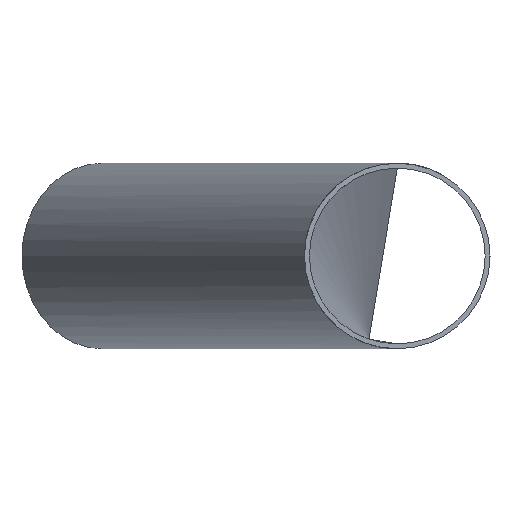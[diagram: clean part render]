
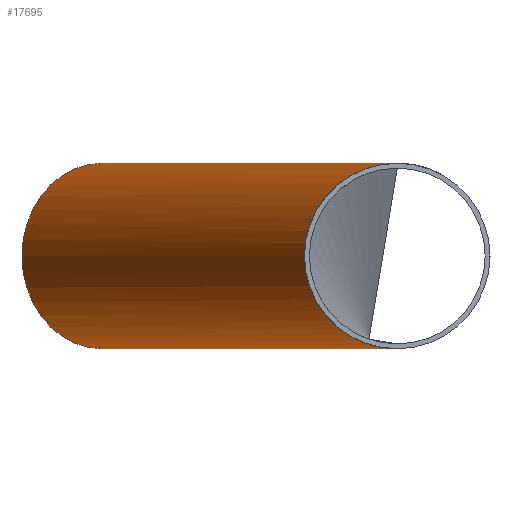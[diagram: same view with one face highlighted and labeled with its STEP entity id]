
A CAD part, left-side view. The second image highlights one B-rep face of the part: STEP entity #17695.
In plain terms, the highlighted cylindrical face has radius 38.05 mm (diameter 76.1 mm), a full revolution.
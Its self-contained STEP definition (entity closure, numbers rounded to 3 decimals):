
#532 = CARTESIAN_POINT ( 'NONE',  ( -86.395, 76.1, -38.05 ) ) ;
#668 = DIRECTION ( 'NONE',  ( 0.866, 0.5, 0. ) ) ;
#1072 = CARTESIAN_POINT ( 'NONE',  ( -66.005, 0., 38.05 ) ) ;
#1339 = DIRECTION ( 'NONE',  ( 0.866, 0.5, 0. ) ) ;
#3088 = CARTESIAN_POINT ( 'NONE',  ( 143.578, 121.002, 0. ) ) ;
#3681 = FACE_OUTER_BOUND ( 'NONE', #12983, .T. ) ;
#3722 = CARTESIAN_POINT ( 'NONE',  ( 124.553, 153.955, 0. ) ) ;
#4326 = CARTESIAN_POINT ( 'NONE',  ( -66.005, 0., -38.05 ) ) ;
#4390 = VERTEX_POINT ( 'NONE', #3722 ) ;
#5287 = AXIS2_PLACEMENT_3D ( 'NONE', #3088, #1339, #16829 ) ;
#5862 =( BOUNDED_CURVE ( )  B_SPLINE_CURVE ( 3, ( #15134, #10775, #532, #21200 ),
 .UNSPECIFIED., .F., .T. ) 
 B_SPLINE_CURVE_WITH_KNOTS ( ( 4, 4 ),
 ( 4.712, 7.854 ),
 .UNSPECIFIED. ) 
 CURVE ( )  GEOMETRIC_REPRESENTATION_ITEM ( )  RATIONAL_B_SPLINE_CURVE ( ( 1., 0.333, 0.333, 1. ) ) 
 REPRESENTATION_ITEM ( '' )  );
#6875 = AXIS2_PLACEMENT_3D ( 'NONE', #9250, #668, #14430 ) ;
#7182 = CYLINDRICAL_SURFACE ( 'NONE', #6875, 38.05 ) ;
#7680 = ORIENTED_EDGE ( 'NONE', *, *, #11724, .F. ) ;
#9250 = CARTESIAN_POINT ( 'NONE',  ( 143.578, 121.002, 0. ) ) ;
#9344 = ORIENTED_EDGE ( 'NONE', *, *, #18960, .F. ) ;
#9557 = CARTESIAN_POINT ( 'NONE',  ( -66.005, 0., 38.05 ) ) ;
#9961 = ORIENTED_EDGE ( 'NONE', *, *, #15623, .F. ) ;
#10092 = CARTESIAN_POINT ( 'NONE',  ( -66.005, 0., -38.05 ) ) ;
#10775 = CARTESIAN_POINT ( 'NONE',  ( -86.395, 76.1, 38.05 ) ) ;
#11214 = CARTESIAN_POINT ( 'NONE',  ( 218.005, 76.1, -38.05 ) ) ;
#11330 =( BOUNDED_CURVE ( )  B_SPLINE_CURVE ( 3, ( #4326, #11214, #18176, #9557 ),
 .UNSPECIFIED., .F., .T. ) 
 B_SPLINE_CURVE_WITH_KNOTS ( ( 4, 4 ),
 ( 1.571, 4.712 ),
 .UNSPECIFIED. ) 
 CURVE ( )  GEOMETRIC_REPRESENTATION_ITEM ( )  RATIONAL_B_SPLINE_CURVE ( ( 1., 0.333, 0.333, 1. ) ) 
 REPRESENTATION_ITEM ( '' )  );
#11548 = VERTEX_POINT ( 'NONE', #1072 ) ;
#11724 = EDGE_CURVE ( 'NONE', #11548, #12086, #5862, .T. ) ;
#11987 = FACE_OUTER_BOUND ( 'NONE', #21236, .T. ) ;
#12086 = VERTEX_POINT ( 'NONE', #10092 ) ;
#12983 = EDGE_LOOP ( 'NONE', ( #9344 ) ) ;
#14430 = DIRECTION ( 'NONE',  ( -0.5, 0.866, 0. ) ) ;
#15134 = CARTESIAN_POINT ( 'NONE',  ( -66.005, 0., 38.05 ) ) ;
#15623 = EDGE_CURVE ( 'NONE', #12086, #11548, #11330, .T. ) ;
#16829 = DIRECTION ( 'NONE',  ( -0.5, 0.866, 0. ) ) ;
#17695 = ADVANCED_FACE ( 'NONE', ( #11987, #3681 ), #7182, .T. ) ;
#18176 = CARTESIAN_POINT ( 'NONE',  ( 218.005, 76.1, 38.05 ) ) ;
#18960 = EDGE_CURVE ( 'NONE', #4390, #4390, #21367, .T. ) ;
#21200 = CARTESIAN_POINT ( 'NONE',  ( -66.005, 0., -38.05 ) ) ;
#21236 = EDGE_LOOP ( 'NONE', ( #9961, #7680 ) ) ;
#21367 = CIRCLE ( 'NONE', #5287, 38.05 ) ;
